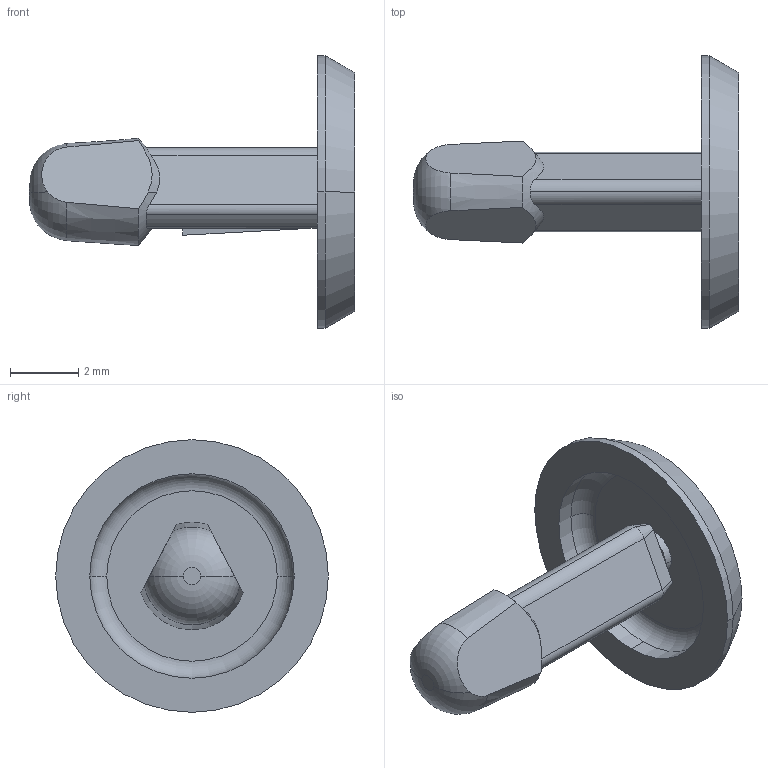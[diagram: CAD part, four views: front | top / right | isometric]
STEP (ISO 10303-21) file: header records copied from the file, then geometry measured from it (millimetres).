
FILE_DESCRIPTION (( 'STEP AP214' ), '1' );
FILE_NAME ('Zentrierorgan Trapez.STEP', '2025-05-28T16:02:40', ( '' ), ( '' ), 'SwSTEP 2.0', 'SolidWorks 2025', '' );
FILE_SCHEMA (( 'AUTOMOTIVE_DESIGN' ));
Length unit declared in the file: millimetre
Products named in the file (1): Zentrierorgan Trapez
Bounding box: 9.54 x 8 x 8 mm (x, y, z)
Volume: 61.3 mm3; surface area: 221.8 mm2
Topology: 1 solids, 1 shells, 62 faces, 153 edges, 95 vertices
Faces by surface type: plane 28, cylinder 16, cone 14, torus 4
Entity records: 1921 total; most frequent: CARTESIAN_POINT 448, ORIENTED_EDGE 306, DIRECTION 302, EDGE_CURVE 153, AXIS2_PLACEMENT_3D 113, VERTEX_POINT 95, LINE 76, VECTOR 76
